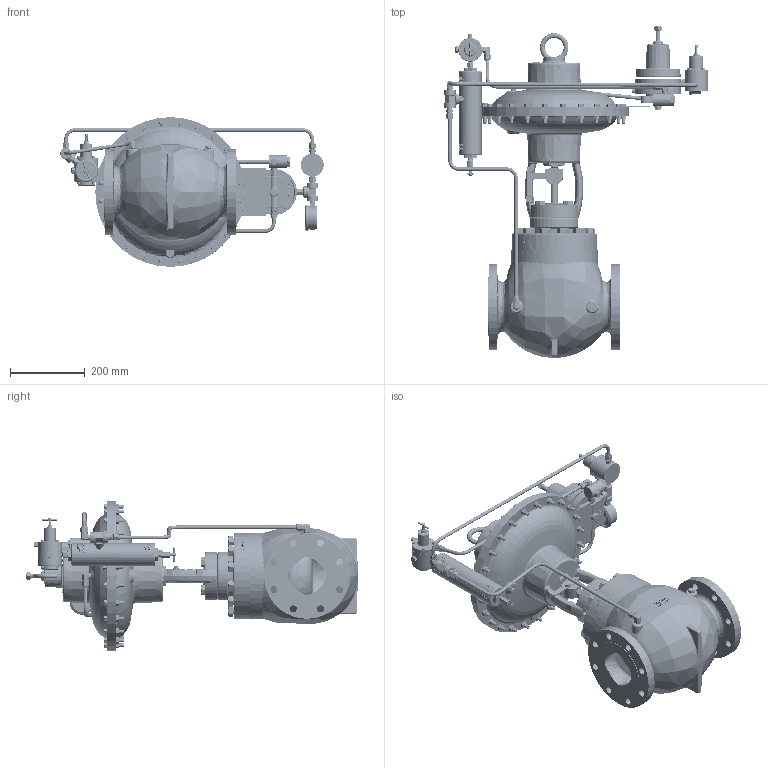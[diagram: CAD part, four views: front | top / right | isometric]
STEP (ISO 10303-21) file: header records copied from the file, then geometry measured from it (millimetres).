
FILE_DESCRIPTION (( 'STEP AP214' ), '1' );
FILE_NAME ('CV4300RF30-HPBP.STEP', '2024-02-01T15:22:36', ( '' ), ( '' ), 'SwSTEP 2.0', 'SolidWorks 2019', '' );
FILE_SCHEMA (( 'AUTOMOTIVE_DESIGN' ));
Length unit declared in the file: inch
Products named in the file (1): CV4300RF30-HPBP
Bounding box: 704.02 x 887.1 x 400.05 mm (x, y, z)
Volume: 24641114.5 mm3; surface area: 1720632.4 mm2
Topology: 2 solids, 2 shells, 7695 faces, 19817 edges, 12500 vertices
Faces by surface type: plane 3084, bspline 2334, cone 1105, cylinder 779, torus 331, sphere 62
Entity records: 483177 total; most frequent: CARTESIAN_POINT 254561, ORIENTED_EDGE 39416, DIRECTION 26665, EDGE_CURVE 19708, VERTEX_POINT 12500, AXIS2_PLACEMENT_3D 9186, LINE 8293, VECTOR 8293
